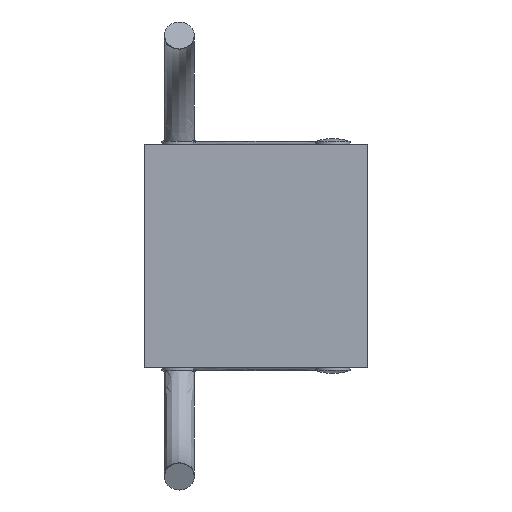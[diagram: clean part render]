
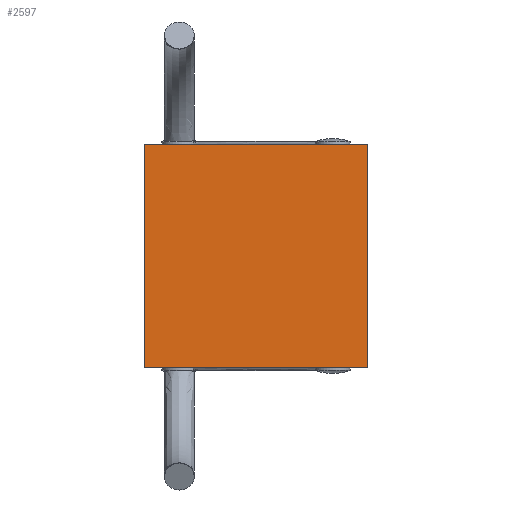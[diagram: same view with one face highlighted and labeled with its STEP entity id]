
A CAD part, front view. The second image highlights one B-rep face of the part: STEP entity #2597.
In plain terms, the highlighted planar face has unit normal (0, -1, 0).
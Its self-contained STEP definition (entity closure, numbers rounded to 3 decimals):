
#199 = DIRECTION ( 'NONE',  ( -1., 0., 0. ) ) ;
#550 = VECTOR ( 'NONE', #1841, 1000. ) ;
#1456 = LINE ( 'NONE', #3952, #9122 ) ;
#1628 = CARTESIAN_POINT ( 'NONE',  ( 3.5, -3.602, -3.5 ) ) ;
#1841 = DIRECTION ( 'NONE',  ( 0., 0., 1. ) ) ;
#1983 = EDGE_LOOP ( 'NONE', ( #2612, #4566, #7930, #6864 ) ) ;
#2258 = CARTESIAN_POINT ( 'NONE',  ( 3.5, -3.602, -3.5 ) ) ;
#2597 = ADVANCED_FACE ( 'NONE', ( #5788 ), #4967, .T. ) ;
#2612 = ORIENTED_EDGE ( 'NONE', *, *, #3173, .T. ) ;
#3005 = DIRECTION ( 'NONE',  ( 1., 0., 0. ) ) ;
#3173 = EDGE_CURVE ( 'NONE', #9452, #5467, #6695, .T. ) ;
#3323 = CARTESIAN_POINT ( 'NONE',  ( -3.5, -3.602, 3.5 ) ) ;
#3378 = VERTEX_POINT ( 'NONE', #6881 ) ;
#3512 = DIRECTION ( 'NONE',  ( 0., -1., 0. ) ) ;
#3952 = CARTESIAN_POINT ( 'NONE',  ( 3.5, -3.602, 3.5 ) ) ;
#4116 = LINE ( 'NONE', #2258, #5843 ) ;
#4359 = CARTESIAN_POINT ( 'NONE',  ( -3.5, -3.602, -3.5 ) ) ;
#4566 = ORIENTED_EDGE ( 'NONE', *, *, #6547, .T. ) ;
#4644 = EDGE_CURVE ( 'NONE', #3378, #9452, #1456, .T. ) ;
#4967 = PLANE ( 'NONE',  #6498 ) ;
#5190 = VECTOR ( 'NONE', #6689, 1000. ) ;
#5467 = VERTEX_POINT ( 'NONE', #4359 ) ;
#5788 = FACE_OUTER_BOUND ( 'NONE', #1983, .T. ) ;
#5843 = VECTOR ( 'NONE', #3005, 1000. ) ;
#6496 = LINE ( 'NONE', #7813, #550 ) ;
#6498 = AXIS2_PLACEMENT_3D ( 'NONE', #7939, #3512, #8674 ) ;
#6547 = EDGE_CURVE ( 'NONE', #5467, #8971, #4116, .T. ) ;
#6689 = DIRECTION ( 'NONE',  ( 0., 0., -1. ) ) ;
#6695 = LINE ( 'NONE', #9476, #5190 ) ;
#6864 = ORIENTED_EDGE ( 'NONE', *, *, #4644, .T. ) ;
#6881 = CARTESIAN_POINT ( 'NONE',  ( 3.5, -3.602, 3.5 ) ) ;
#7813 = CARTESIAN_POINT ( 'NONE',  ( 3.5, -3.602, -3.5 ) ) ;
#7930 = ORIENTED_EDGE ( 'NONE', *, *, #8599, .T. ) ;
#7939 = CARTESIAN_POINT ( 'NONE',  ( 0., -3.602, 0. ) ) ;
#8599 = EDGE_CURVE ( 'NONE', #8971, #3378, #6496, .T. ) ;
#8674 = DIRECTION ( 'NONE',  ( 0., 0., -1. ) ) ;
#8971 = VERTEX_POINT ( 'NONE', #1628 ) ;
#9122 = VECTOR ( 'NONE', #199, 1000. ) ;
#9452 = VERTEX_POINT ( 'NONE', #3323 ) ;
#9476 = CARTESIAN_POINT ( 'NONE',  ( -3.5, -3.602, -3.5 ) ) ;
